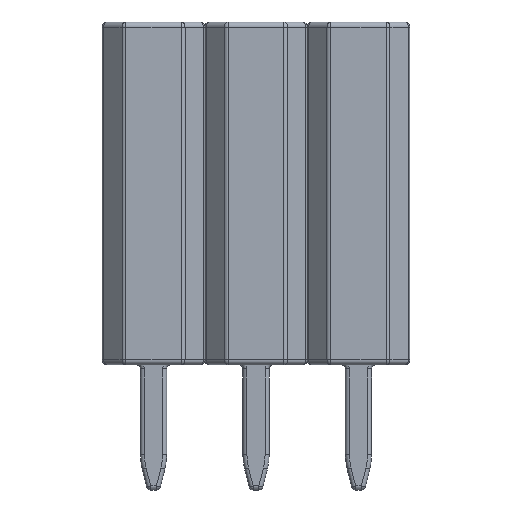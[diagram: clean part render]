
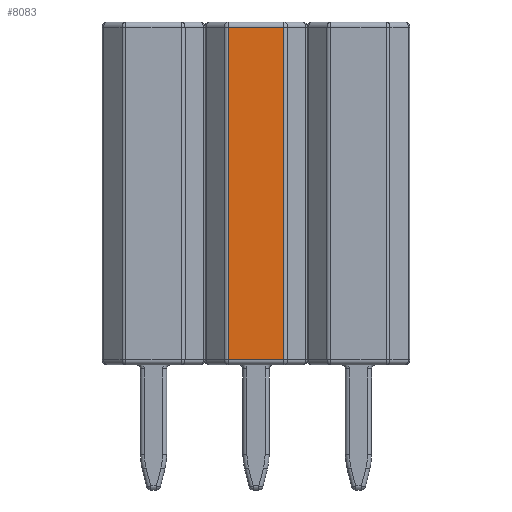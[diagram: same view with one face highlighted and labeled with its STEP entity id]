
A CAD part, front view. The second image highlights one B-rep face of the part: STEP entity #8083.
In plain terms, the highlighted planar face has unit normal (0, -1, 0).
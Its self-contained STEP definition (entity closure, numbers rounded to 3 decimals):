
#5656 = CYLINDRICAL_SURFACE('',#5657,0.125);
#5657 = AXIS2_PLACEMENT_3D('',#5658,#5659,#5660);
#5658 = CARTESIAN_POINT('',(0.744,-1.145,8.375));
#5659 = DIRECTION('',(-1.,0.,0.));
#5660 = DIRECTION('',(0.,0.,1.));
#6092 = CYLINDRICAL_SURFACE('',#6093,0.125);
#6093 = AXIS2_PLACEMENT_3D('',#6094,#6095,#6096);
#6094 = CARTESIAN_POINT('',(0.744,-1.145,0.125));
#6095 = DIRECTION('',(-1.,0.,0.));
#6096 = DIRECTION('',(0.,0.,-1.));
#6570 = VERTEX_POINT('',#6571);
#6571 = CARTESIAN_POINT('',(0.692,-1.27,8.375));
#6598 = EDGE_CURVE('',#6570,#6599,#6601,.T.);
#6599 = VERTEX_POINT('',#6600);
#6600 = CARTESIAN_POINT('',(-0.692,-1.27,8.375));
#6601 = SURFACE_CURVE('',#6602,(#6606,#6613),.PCURVE_S1.);
#6602 = LINE('',#6603,#6604);
#6603 = CARTESIAN_POINT('',(0.744,-1.27,8.375));
#6604 = VECTOR('',#6605,1.);
#6605 = DIRECTION('',(-1.,0.,0.));
#6606 = PCURVE('',#5656,#6607);
#6607 = DEFINITIONAL_REPRESENTATION('',(#6608),#6612);
#6608 = LINE('',#6609,#6610);
#6609 = CARTESIAN_POINT('',(-1.571,0.));
#6610 = VECTOR('',#6611,1.);
#6611 = DIRECTION('',(-0.,1.));
#6612 = ( GEOMETRIC_REPRESENTATION_CONTEXT(2) 
PARAMETRIC_REPRESENTATION_CONTEXT() REPRESENTATION_CONTEXT('2D SPACE',''
  ) );
#6613 = PCURVE('',#6614,#6619);
#6614 = PLANE('',#6615);
#6615 = AXIS2_PLACEMENT_3D('',#6616,#6617,#6618);
#6616 = CARTESIAN_POINT('',(0.744,-1.27,0.));
#6617 = DIRECTION('',(0.,-1.,0.));
#6618 = DIRECTION('',(-1.,0.,0.));
#6619 = DEFINITIONAL_REPRESENTATION('',(#6620),#6624);
#6620 = LINE('',#6621,#6622);
#6621 = CARTESIAN_POINT('',(0.,-8.375));
#6622 = VECTOR('',#6623,1.);
#6623 = DIRECTION('',(1.,0.));
#6624 = ( GEOMETRIC_REPRESENTATION_CONTEXT(2) 
PARAMETRIC_REPRESENTATION_CONTEXT() REPRESENTATION_CONTEXT('2D SPACE',''
  ) );
#7221 = VERTEX_POINT('',#7222);
#7222 = CARTESIAN_POINT('',(0.692,-1.27,0.125));
#7249 = EDGE_CURVE('',#7221,#7250,#7252,.T.);
#7250 = VERTEX_POINT('',#7251);
#7251 = CARTESIAN_POINT('',(-0.692,-1.27,0.125));
#7252 = SURFACE_CURVE('',#7253,(#7257,#7264),.PCURVE_S1.);
#7253 = LINE('',#7254,#7255);
#7254 = CARTESIAN_POINT('',(0.744,-1.27,0.125));
#7255 = VECTOR('',#7256,1.);
#7256 = DIRECTION('',(-1.,0.,0.));
#7257 = PCURVE('',#6092,#7258);
#7258 = DEFINITIONAL_REPRESENTATION('',(#7259),#7263);
#7259 = LINE('',#7260,#7261);
#7260 = CARTESIAN_POINT('',(1.571,0.));
#7261 = VECTOR('',#7262,1.);
#7262 = DIRECTION('',(0.,1.));
#7263 = ( GEOMETRIC_REPRESENTATION_CONTEXT(2) 
PARAMETRIC_REPRESENTATION_CONTEXT() REPRESENTATION_CONTEXT('2D SPACE',''
  ) );
#7264 = PCURVE('',#6614,#7265);
#7265 = DEFINITIONAL_REPRESENTATION('',(#7266),#7270);
#7266 = LINE('',#7267,#7268);
#7267 = CARTESIAN_POINT('',(0.,-0.125));
#7268 = VECTOR('',#7269,1.);
#7269 = DIRECTION('',(1.,0.));
#7270 = ( GEOMETRIC_REPRESENTATION_CONTEXT(2) 
PARAMETRIC_REPRESENTATION_CONTEXT() REPRESENTATION_CONTEXT('2D SPACE',''
  ) );
#8072 = CYLINDRICAL_SURFACE('',#8073,0.125);
#8073 = AXIS2_PLACEMENT_3D('',#8074,#8075,#8076);
#8074 = CARTESIAN_POINT('',(0.692,-1.145,0.));
#8075 = DIRECTION('',(0.,0.,1.));
#8076 = DIRECTION('',(0.,-1.,0.));
#8083 = ADVANCED_FACE('',(#8084),#6614,.T.);
#8084 = FACE_BOUND('',#8085,.T.);
#8085 = EDGE_LOOP('',(#8086,#8087,#8113,#8114));
#8086 = ORIENTED_EDGE('',*,*,#6598,.T.);
#8087 = ORIENTED_EDGE('',*,*,#8088,.F.);
#8088 = EDGE_CURVE('',#7250,#6599,#8089,.T.);
#8089 = SURFACE_CURVE('',#8090,(#8094,#8101),.PCURVE_S1.);
#8090 = LINE('',#8091,#8092);
#8091 = CARTESIAN_POINT('',(-0.692,-1.27,0.));
#8092 = VECTOR('',#8093,1.);
#8093 = DIRECTION('',(0.,0.,1.));
#8094 = PCURVE('',#6614,#8095);
#8095 = DEFINITIONAL_REPRESENTATION('',(#8096),#8100);
#8096 = LINE('',#8097,#8098);
#8097 = CARTESIAN_POINT('',(1.436,0.));
#8098 = VECTOR('',#8099,1.);
#8099 = DIRECTION('',(0.,-1.));
#8100 = ( GEOMETRIC_REPRESENTATION_CONTEXT(2) 
PARAMETRIC_REPRESENTATION_CONTEXT() REPRESENTATION_CONTEXT('2D SPACE',''
  ) );
#8101 = PCURVE('',#8102,#8107);
#8102 = CYLINDRICAL_SURFACE('',#8103,0.125);
#8103 = AXIS2_PLACEMENT_3D('',#8104,#8105,#8106);
#8104 = CARTESIAN_POINT('',(-0.692,-1.145,0.));
#8105 = DIRECTION('',(0.,0.,1.));
#8106 = DIRECTION('',(-0.707,-0.707,0.));
#8107 = DEFINITIONAL_REPRESENTATION('',(#8108),#8112);
#8108 = LINE('',#8109,#8110);
#8109 = CARTESIAN_POINT('',(0.785,0.));
#8110 = VECTOR('',#8111,1.);
#8111 = DIRECTION('',(0.,1.));
#8112 = ( GEOMETRIC_REPRESENTATION_CONTEXT(2) 
PARAMETRIC_REPRESENTATION_CONTEXT() REPRESENTATION_CONTEXT('2D SPACE',''
  ) );
#8113 = ORIENTED_EDGE('',*,*,#7249,.F.);
#8114 = ORIENTED_EDGE('',*,*,#8115,.T.);
#8115 = EDGE_CURVE('',#7221,#6570,#8116,.T.);
#8116 = SURFACE_CURVE('',#8117,(#8121,#8128),.PCURVE_S1.);
#8117 = LINE('',#8118,#8119);
#8118 = CARTESIAN_POINT('',(0.692,-1.27,0.));
#8119 = VECTOR('',#8120,1.);
#8120 = DIRECTION('',(0.,0.,1.));
#8121 = PCURVE('',#6614,#8122);
#8122 = DEFINITIONAL_REPRESENTATION('',(#8123),#8127);
#8123 = LINE('',#8124,#8125);
#8124 = CARTESIAN_POINT('',(0.052,0.));
#8125 = VECTOR('',#8126,1.);
#8126 = DIRECTION('',(0.,-1.));
#8127 = ( GEOMETRIC_REPRESENTATION_CONTEXT(2) 
PARAMETRIC_REPRESENTATION_CONTEXT() REPRESENTATION_CONTEXT('2D SPACE',''
  ) );
#8128 = PCURVE('',#8072,#8129);
#8129 = DEFINITIONAL_REPRESENTATION('',(#8130),#8134);
#8130 = LINE('',#8131,#8132);
#8131 = CARTESIAN_POINT('',(0.,0.));
#8132 = VECTOR('',#8133,1.);
#8133 = DIRECTION('',(0.,1.));
#8134 = ( GEOMETRIC_REPRESENTATION_CONTEXT(2) 
PARAMETRIC_REPRESENTATION_CONTEXT() REPRESENTATION_CONTEXT('2D SPACE',''
  ) );
